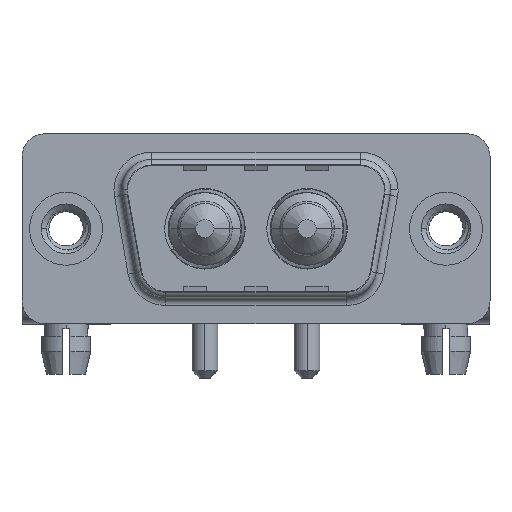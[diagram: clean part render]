
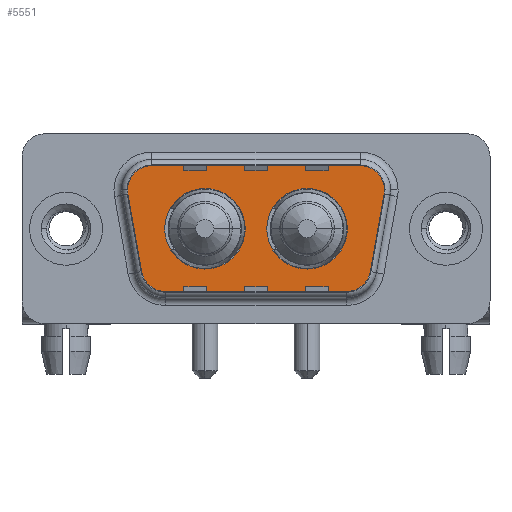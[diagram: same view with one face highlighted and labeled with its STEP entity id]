
A CAD part, top view. The second image highlights one B-rep face of the part: STEP entity #5551.
In plain terms, the highlighted planar face has unit normal (0, 0, 1).
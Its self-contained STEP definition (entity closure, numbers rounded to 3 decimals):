
#70 = EDGE_CURVE ( 'NONE', #2973, #3882, #5826, .T. ) ;
#90 = DIRECTION ( 'NONE',  ( 0., 0., 1. ) ) ;
#189 = DIRECTION ( 'NONE',  ( -1., 0., 0. ) ) ;
#250 = DIRECTION ( 'NONE',  ( 1., 0., 0. ) ) ;
#275 = ORIENTED_EDGE ( 'NONE', *, *, #6234, .T. ) ;
#329 = VECTOR ( 'NONE', #537, 1000. ) ;
#350 = DIRECTION ( 'NONE',  ( -1., 0., 0. ) ) ;
#432 = VERTEX_POINT ( 'NONE', #11812 ) ;
#481 = EDGE_CURVE ( 'NONE', #4234, #12105, #8430, .T. ) ;
#537 = DIRECTION ( 'NONE',  ( 1., 0., 0. ) ) ;
#656 = CARTESIAN_POINT ( 'NONE',  ( 5.436, 2.9, 0. ) ) ;
#672 = CARTESIAN_POINT ( 'NONE',  ( 6.459, -4.9, 0. ) ) ;
#978 = CARTESIAN_POINT ( 'NONE',  ( 11.79, 0., 0. ) ) ;
#1091 = CARTESIAN_POINT ( 'NONE',  ( 15.86, 0., 0. ) ) ;
#1327 = ORIENTED_EDGE ( 'NONE', *, *, #3138, .T. ) ;
#1361 = DIRECTION ( 'NONE',  ( 0., 0., 1. ) ) ;
#1505 = CIRCLE ( 'NONE', #10291, 2.65 ) ;
#1780 = CARTESIAN_POINT ( 'NONE',  ( 6.459, -4.9, 0. ) ) ;
#1803 = ORIENTED_EDGE ( 'NONE', *, *, #13930, .T. ) ;
#2224 = AXIS2_PLACEMENT_3D ( 'NONE', #8425, #12656, #5248 ) ;
#2424 = DIRECTION ( 'NONE',  ( 1., 0., 0. ) ) ;
#2442 = AXIS2_PLACEMENT_3D ( 'NONE', #3487, #12076, #2424 ) ;
#2452 = CIRCLE ( 'NONE', #3128, 2. ) ;
#2843 = LINE ( 'NONE', #672, #329 ) ;
#2956 = DIRECTION ( 'NONE',  ( 0., 0., 1. ) ) ;
#2973 = VERTEX_POINT ( 'NONE', #11253 ) ;
#3029 = CARTESIAN_POINT ( 'NONE',  ( 15.86, 0., 0. ) ) ;
#3128 = AXIS2_PLACEMENT_3D ( 'NONE', #7867, #12166, #189 ) ;
#3138 = EDGE_CURVE ( 'NONE', #4275, #7577, #6261, .T. ) ;
#3238 = CARTESIAN_POINT ( 'NONE',  ( 21.564, 2.9, 0. ) ) ;
#3323 = EDGE_CURVE ( 'NONE', #5556, #4361, #2452, .T. ) ;
#3487 = CARTESIAN_POINT ( 'NONE',  ( 18.541, -2.9, 0. ) ) ;
#3517 = CIRCLE ( 'NONE', #6885, 2. ) ;
#3882 = VERTEX_POINT ( 'NONE', #7821 ) ;
#4114 = CIRCLE ( 'NONE', #7493, 2. ) ;
#4206 = CARTESIAN_POINT ( 'NONE',  ( 6.459, -2.9, 0. ) ) ;
#4234 = VERTEX_POINT ( 'NONE', #978 ) ;
#4275 = VERTEX_POINT ( 'NONE', #12616 ) ;
#4307 = EDGE_CURVE ( 'NONE', #9271, #7646, #4318, .T. ) ;
#4318 = CIRCLE ( 'NONE', #9260, 2.65 ) ;
#4352 = CARTESIAN_POINT ( 'NONE',  ( 6.49, 0., 0. ) ) ;
#4361 = VERTEX_POINT ( 'NONE', #3238 ) ;
#4413 = LINE ( 'NONE', #11953, #7026 ) ;
#4540 = FACE_BOUND ( 'NONE', #9659, .T. ) ;
#4743 = ORIENTED_EDGE ( 'NONE', *, *, #4307, .F. ) ;
#5107 = EDGE_CURVE ( 'NONE', #6227, #432, #11096, .T. ) ;
#5117 = DIRECTION ( 'NONE',  ( -1., 0., 0. ) ) ;
#5204 = ORIENTED_EDGE ( 'NONE', *, *, #9056, .F. ) ;
#5248 = DIRECTION ( 'NONE',  ( 1., 0., 0. ) ) ;
#5297 = DIRECTION ( 'NONE',  ( 1., 0., 0. ) ) ;
#5309 = EDGE_CURVE ( 'NONE', #12105, #4234, #6490, .T. ) ;
#5551 = ADVANCED_FACE ( 'NONE', ( #9967, #4540, #7648 ), #7712, .T. ) ;
#5556 = VERTEX_POINT ( 'NONE', #9695 ) ;
#5810 = ORIENTED_EDGE ( 'NONE', *, *, #5309, .F. ) ;
#5826 = LINE ( 'NONE', #11321, #12597 ) ;
#5861 = CARTESIAN_POINT ( 'NONE',  ( 18.51, 0., 0. ) ) ;
#6108 = CARTESIAN_POINT ( 'NONE',  ( 21.534, 2.553, 0. ) ) ;
#6186 = DIRECTION ( 'NONE',  ( 1., 0., 0. ) ) ;
#6227 = VERTEX_POINT ( 'NONE', #10233 ) ;
#6234 = EDGE_CURVE ( 'NONE', #3882, #10316, #3517, .T. ) ;
#6261 = CIRCLE ( 'NONE', #10544, 2. ) ;
#6326 = DIRECTION ( 'NONE',  ( 0.174, 0.985, 0. ) ) ;
#6490 = CIRCLE ( 'NONE', #2224, 2.65 ) ;
#6548 = ORIENTED_EDGE ( 'NONE', *, *, #11193, .T. ) ;
#6885 = AXIS2_PLACEMENT_3D ( 'NONE', #656, #90, #5297 ) ;
#7026 = VECTOR ( 'NONE', #10123, 1000. ) ;
#7324 = ORIENTED_EDGE ( 'NONE', *, *, #70, .T. ) ;
#7342 = CARTESIAN_POINT ( 'NONE',  ( 13.21, 0., 0. ) ) ;
#7428 = EDGE_LOOP ( 'NONE', ( #4743, #5204 ) ) ;
#7487 = CARTESIAN_POINT ( 'NONE',  ( 19.564, 2.9, 0. ) ) ;
#7493 = AXIS2_PLACEMENT_3D ( 'NONE', #7487, #11783, #10937 ) ;
#7577 = VERTEX_POINT ( 'NONE', #1780 ) ;
#7646 = VERTEX_POINT ( 'NONE', #7342 ) ;
#7648 = FACE_OUTER_BOUND ( 'NONE', #7828, .T. ) ;
#7712 = PLANE ( 'NONE',  #2442 ) ;
#7821 = CARTESIAN_POINT ( 'NONE',  ( 5.436, 4.9, 0. ) ) ;
#7828 = EDGE_LOOP ( 'NONE', ( #10634, #12306, #10829, #6548, #7324, #275, #1803, #1327, #8685 ) ) ;
#7867 = CARTESIAN_POINT ( 'NONE',  ( 19.564, 2.9, 0. ) ) ;
#7952 = AXIS2_PLACEMENT_3D ( 'NONE', #11039, #12094, #10838 ) ;
#7999 = DIRECTION ( 'NONE',  ( 1., 0., 0. ) ) ;
#8425 = CARTESIAN_POINT ( 'NONE',  ( 9.14, 0., 0. ) ) ;
#8430 = CIRCLE ( 'NONE', #12034, 2.65 ) ;
#8685 = ORIENTED_EDGE ( 'NONE', *, *, #12815, .T. ) ;
#9056 = EDGE_CURVE ( 'NONE', #7646, #9271, #1505, .T. ) ;
#9260 = AXIS2_PLACEMENT_3D ( 'NONE', #3029, #2956, #6186 ) ;
#9271 = VERTEX_POINT ( 'NONE', #5861 ) ;
#9659 = EDGE_LOOP ( 'NONE', ( #12703, #5810 ) ) ;
#9695 = CARTESIAN_POINT ( 'NONE',  ( 21.534, 2.553, 0. ) ) ;
#9913 = DIRECTION ( 'NONE',  ( 0., 0., 1. ) ) ;
#9967 = FACE_BOUND ( 'NONE', #7428, .T. ) ;
#10123 = DIRECTION ( 'NONE',  ( 0.174, -0.985, 0. ) ) ;
#10233 = CARTESIAN_POINT ( 'NONE',  ( 18.541, -4.9, 0. ) ) ;
#10291 = AXIS2_PLACEMENT_3D ( 'NONE', #1091, #1361, #250 ) ;
#10316 = VERTEX_POINT ( 'NONE', #11124 ) ;
#10417 = LINE ( 'NONE', #6108, #13149 ) ;
#10544 = AXIS2_PLACEMENT_3D ( 'NONE', #4206, #12605, #5117 ) ;
#10634 = ORIENTED_EDGE ( 'NONE', *, *, #5107, .T. ) ;
#10829 = ORIENTED_EDGE ( 'NONE', *, *, #3323, .T. ) ;
#10838 = DIRECTION ( 'NONE',  ( 1., 0., 0. ) ) ;
#10937 = DIRECTION ( 'NONE',  ( -1., 0., 0. ) ) ;
#11039 = CARTESIAN_POINT ( 'NONE',  ( 18.541, -2.9, 0. ) ) ;
#11096 = CIRCLE ( 'NONE', #7952, 2. ) ;
#11124 = CARTESIAN_POINT ( 'NONE',  ( 3.466, 2.553, 0. ) ) ;
#11193 = EDGE_CURVE ( 'NONE', #4361, #2973, #4114, .T. ) ;
#11253 = CARTESIAN_POINT ( 'NONE',  ( 19.564, 4.9, 0. ) ) ;
#11321 = CARTESIAN_POINT ( 'NONE',  ( 5.436, 4.9, 0. ) ) ;
#11783 = DIRECTION ( 'NONE',  ( 0., 0., 1. ) ) ;
#11812 = CARTESIAN_POINT ( 'NONE',  ( 20.511, -3.247, 0. ) ) ;
#11953 = CARTESIAN_POINT ( 'NONE',  ( 3.466, 2.553, 0. ) ) ;
#12034 = AXIS2_PLACEMENT_3D ( 'NONE', #12236, #9913, #7999 ) ;
#12076 = DIRECTION ( 'NONE',  ( 0., 0., 1. ) ) ;
#12094 = DIRECTION ( 'NONE',  ( 0., 0., 1. ) ) ;
#12100 = EDGE_CURVE ( 'NONE', #432, #5556, #10417, .T. ) ;
#12105 = VERTEX_POINT ( 'NONE', #4352 ) ;
#12166 = DIRECTION ( 'NONE',  ( 0., 0., 1. ) ) ;
#12236 = CARTESIAN_POINT ( 'NONE',  ( 9.14, 0., 0. ) ) ;
#12306 = ORIENTED_EDGE ( 'NONE', *, *, #12100, .T. ) ;
#12597 = VECTOR ( 'NONE', #350, 1000. ) ;
#12605 = DIRECTION ( 'NONE',  ( 0., 0., 1. ) ) ;
#12616 = CARTESIAN_POINT ( 'NONE',  ( 4.489, -3.247, 0. ) ) ;
#12656 = DIRECTION ( 'NONE',  ( 0., 0., 1. ) ) ;
#12703 = ORIENTED_EDGE ( 'NONE', *, *, #481, .F. ) ;
#12815 = EDGE_CURVE ( 'NONE', #7577, #6227, #2843, .T. ) ;
#13149 = VECTOR ( 'NONE', #6326, 1000. ) ;
#13930 = EDGE_CURVE ( 'NONE', #10316, #4275, #4413, .T. ) ;
